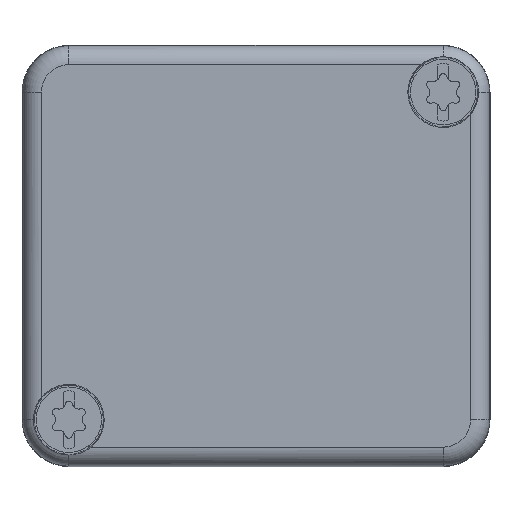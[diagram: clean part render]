
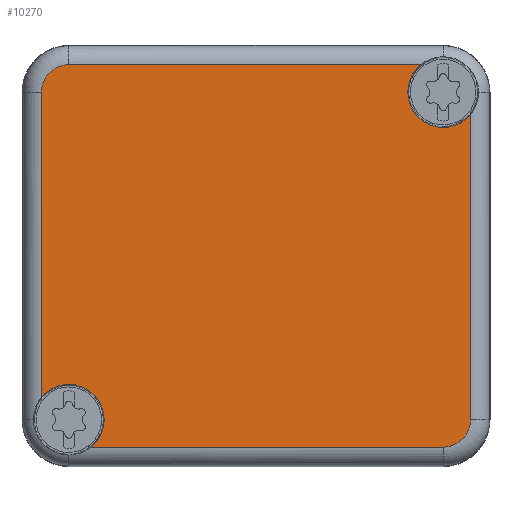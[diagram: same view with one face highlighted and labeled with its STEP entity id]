
A CAD part, top view. The second image highlights one B-rep face of the part: STEP entity #10270.
In plain terms, the highlighted planar face has unit normal (0, 0, 1).
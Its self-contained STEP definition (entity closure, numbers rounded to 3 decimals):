
#9258=AXIS2_PLACEMENT_3D('Circle Axis2P3D',#9256,#9257,$) ;
#10202=AXIS2_PLACEMENT_3D('Plane Axis2P3D',#10199,#10200,#10201) ;
#10206=AXIS2_PLACEMENT_3D('Circle Axis2P3D',#10204,#10205,$) ;
#10213=AXIS2_PLACEMENT_3D('Circle Axis2P3D',#10211,#10212,$) ;
#10227=AXIS2_PLACEMENT_3D('Circle Axis2P3D',#10225,#10226,$) ;
#10241=AXIS2_PLACEMENT_3D('Circle Axis2P3D',#10239,#10240,$) ;
#10248=AXIS2_PLACEMENT_3D('Circle Axis2P3D',#10246,#10247,$) ;
#9182=CARTESIAN_POINT('Line Origine',(2.07,22.5,30.)) ;
#9186=CARTESIAN_POINT('Vertex',(2.07,40.,30.)) ;
#9188=CARTESIAN_POINT('Vertex',(2.07,7.39,30.)) ;
#9253=CARTESIAN_POINT('Vertex',(5.,42.93,30.)) ;
#9256=CARTESIAN_POINT('Axis2P3D Location',(5.,40.,30.)) ;
#10199=CARTESIAN_POINT('Axis2P3D Location',(25.,22.5,30.)) ;
#10204=CARTESIAN_POINT('Axis2P3D Location',(5.,5.,30.)) ;
#10208=CARTESIAN_POINT('Vertex',(3.187,8.318,30.)) ;
#10211=CARTESIAN_POINT('Axis2P3D Location',(5.,5.,30.)) ;
#10215=CARTESIAN_POINT('Vertex',(7.39,2.07,30.)) ;
#10218=CARTESIAN_POINT('Line Origine',(26.195,2.07,30.)) ;
#10222=CARTESIAN_POINT('Vertex',(45.,2.07,30.)) ;
#10225=CARTESIAN_POINT('Axis2P3D Location',(45.,5.,30.)) ;
#10229=CARTESIAN_POINT('Vertex',(47.93,5.,30.)) ;
#10232=CARTESIAN_POINT('Line Origine',(47.93,21.305,30.)) ;
#10236=CARTESIAN_POINT('Vertex',(47.93,37.61,30.)) ;
#10239=CARTESIAN_POINT('Axis2P3D Location',(45.,40.,30.)) ;
#10243=CARTESIAN_POINT('Vertex',(46.813,36.682,30.)) ;
#10246=CARTESIAN_POINT('Axis2P3D Location',(45.,40.,30.)) ;
#10250=CARTESIAN_POINT('Vertex',(42.61,42.93,30.)) ;
#10253=CARTESIAN_POINT('Line Origine',(23.805,42.93,30.)) ;
#9183=DIRECTION('Vector Direction',(0.,1.,0.)) ;
#9257=DIRECTION('Axis2P3D Direction',(0.,-0.,1.)) ;
#10200=DIRECTION('Axis2P3D Direction',(0.,0.,1.)) ;
#10201=DIRECTION('Axis2P3D XDirection',(-1.,0.,0.)) ;
#10205=DIRECTION('Axis2P3D Direction',(0.,0.,1.)) ;
#10212=DIRECTION('Axis2P3D Direction',(0.,0.,1.)) ;
#10219=DIRECTION('Vector Direction',(-1.,0.,0.)) ;
#10226=DIRECTION('Axis2P3D Direction',(0.,0.,1.)) ;
#10233=DIRECTION('Vector Direction',(0.,-1.,0.)) ;
#10240=DIRECTION('Axis2P3D Direction',(0.,0.,1.)) ;
#10247=DIRECTION('Axis2P3D Direction',(0.,0.,1.)) ;
#10254=DIRECTION('Vector Direction',(1.,0.,0.)) ;
#9184=VECTOR('Line Direction',#9183,1.) ;
#10220=VECTOR('Line Direction',#10219,1.) ;
#10234=VECTOR('Line Direction',#10233,1.) ;
#10255=VECTOR('Line Direction',#10254,1.) ;
#10259=ORIENTED_EDGE('',*,*,#10210,.F.) ;
#10260=ORIENTED_EDGE('',*,*,#10217,.F.) ;
#10261=ORIENTED_EDGE('',*,*,#10224,.T.) ;
#10262=ORIENTED_EDGE('',*,*,#10231,.T.) ;
#10263=ORIENTED_EDGE('',*,*,#10238,.T.) ;
#10264=ORIENTED_EDGE('',*,*,#10245,.F.) ;
#10265=ORIENTED_EDGE('',*,*,#10252,.F.) ;
#10266=ORIENTED_EDGE('',*,*,#10257,.T.) ;
#10267=ORIENTED_EDGE('',*,*,#9260,.T.) ;
#10268=ORIENTED_EDGE('',*,*,#9190,.T.) ;
#10270=ADVANCED_FACE('Cover',(#10269),#10203,.T.) ;
#9259=CIRCLE('generated circle',#9258,2.93) ;
#10207=CIRCLE('generated circle',#10206,3.781) ;
#10214=CIRCLE('generated circle',#10213,3.781) ;
#10228=CIRCLE('generated circle',#10227,2.93) ;
#10242=CIRCLE('generated circle',#10241,3.781) ;
#10249=CIRCLE('generated circle',#10248,3.781) ;
#9190=EDGE_CURVE('',#9187,#9189,#9185,.F.) ;
#9260=EDGE_CURVE('',#9254,#9187,#9259,.T.) ;
#10210=EDGE_CURVE('',#10209,#9189,#10207,.T.) ;
#10217=EDGE_CURVE('',#10216,#10209,#10214,.T.) ;
#10224=EDGE_CURVE('',#10216,#10223,#10221,.F.) ;
#10231=EDGE_CURVE('',#10223,#10230,#10228,.T.) ;
#10238=EDGE_CURVE('',#10230,#10237,#10235,.F.) ;
#10245=EDGE_CURVE('',#10244,#10237,#10242,.T.) ;
#10252=EDGE_CURVE('',#10251,#10244,#10249,.T.) ;
#10257=EDGE_CURVE('',#10251,#9254,#10256,.F.) ;
#10258=EDGE_LOOP('',(#10259,#10260,#10261,#10262,#10263,#10264,#10265,#10266,#10267,#10268)) ;
#10269=FACE_OUTER_BOUND('',#10258,.T.) ;
#9185=LINE('Line',#9182,#9184) ;
#10221=LINE('Line',#10218,#10220) ;
#10235=LINE('Line',#10232,#10234) ;
#10256=LINE('Line',#10253,#10255) ;
#10203=PLANE('',#10202) ;
#9187=VERTEX_POINT('',#9186) ;
#9189=VERTEX_POINT('',#9188) ;
#9254=VERTEX_POINT('',#9253) ;
#10209=VERTEX_POINT('',#10208) ;
#10216=VERTEX_POINT('',#10215) ;
#10223=VERTEX_POINT('',#10222) ;
#10230=VERTEX_POINT('',#10229) ;
#10237=VERTEX_POINT('',#10236) ;
#10244=VERTEX_POINT('',#10243) ;
#10251=VERTEX_POINT('',#10250) ;
